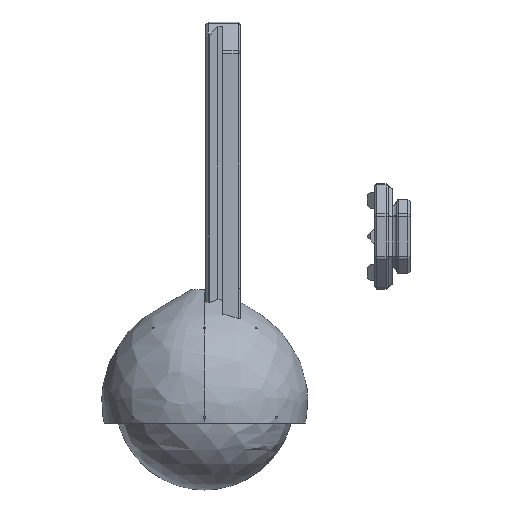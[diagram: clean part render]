
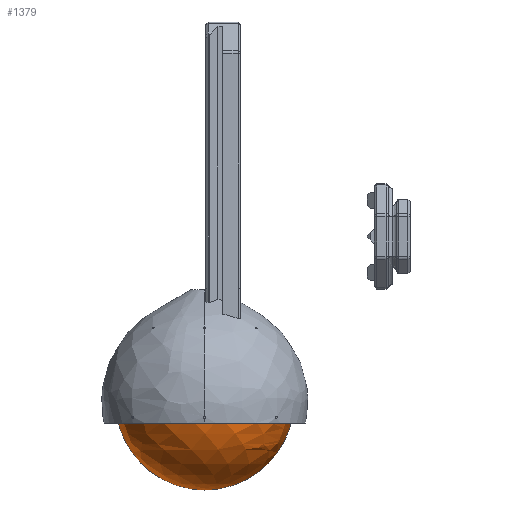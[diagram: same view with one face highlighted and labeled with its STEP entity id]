
A CAD part, left-side view. The second image highlights one B-rep face of the part: STEP entity #1379.
In plain terms, the highlighted free-form (B-spline) face has degree [2, 2] with [5, 5] control points.
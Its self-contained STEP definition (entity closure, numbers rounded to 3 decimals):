
#1379=ADVANCED_FACE('',(#1894),#7595,.T.);
#1894=FACE_OUTER_BOUND('',#2409,.T.);
#2409=EDGE_LOOP('',(#2967,#2968));
#2967=ORIENTED_EDGE('',*,*,#5392,.T.);
#2968=ORIENTED_EDGE('',*,*,#5391,.F.);
#5391=EDGE_CURVE('',#6849,#6850,#6603,.T.);
#5392=EDGE_CURVE('',#6849,#6850,#6604,.T.);
#6603=(
BOUNDED_CURVE()
B_SPLINE_CURVE(2,(#8447,#8448,#8449,#8450,#8451),.UNSPECIFIED.,.F.,.F.)
B_SPLINE_CURVE_WITH_KNOTS((3,2,3),(-31.416,0.,31.416),
 .UNSPECIFIED.)
CURVE()
GEOMETRIC_REPRESENTATION_ITEM()
RATIONAL_B_SPLINE_CURVE((1.,0.707,1.,0.707,1.))
REPRESENTATION_ITEM('')
);
#6604=(
BOUNDED_CURVE()
B_SPLINE_CURVE(2,(#8452,#8453,#8454,#8455,#8456),.UNSPECIFIED.,.F.,.F.)
B_SPLINE_CURVE_WITH_KNOTS((3,2,3),(-31.416,0.,31.416),
 .UNSPECIFIED.)
CURVE()
GEOMETRIC_REPRESENTATION_ITEM()
RATIONAL_B_SPLINE_CURVE((1.,0.707,1.,0.707,1.))
REPRESENTATION_ITEM('')
);
#6849=VERTEX_POINT('',#8445);
#6850=VERTEX_POINT('',#8446);
#7595=(
BOUNDED_SURFACE()
B_SPLINE_SURFACE(2,2,((#8395,#8396,#8397,#8398,#8399),(#8400,#8401,#8402,
#8403,#8404),(#8405,#8406,#8407,#8408,#8409),(#8410,#8411,#8412,#8413,#8414),
(#8415,#8416,#8417,#8418,#8419)),.UNSPECIFIED.,.F.,.F.,.F.)
B_SPLINE_SURFACE_WITH_KNOTS((3,2,3),(3,2,3),(0.,31.416,62.832),
(-31.416,0.,31.416),.UNSPECIFIED.)
GEOMETRIC_REPRESENTATION_ITEM()
RATIONAL_B_SPLINE_SURFACE(((1.,0.707,1.,0.707,1.),
(0.707,0.5,0.707,0.5,0.707),(1.,0.707,
1.,0.707,1.),(0.707,0.5,0.707,0.5,0.707),
(1.,0.707,1.,0.707,1.)))
REPRESENTATION_ITEM('')
SURFACE()
);
#8395=CARTESIAN_POINT('',(1524.461,-795.802,-79.69));
#8396=CARTESIAN_POINT('',(1524.461,-775.802,-79.69));
#8397=CARTESIAN_POINT('',(1524.461,-775.802,-59.69));
#8398=CARTESIAN_POINT('',(1524.461,-775.802,-39.69));
#8399=CARTESIAN_POINT('',(1524.461,-795.802,-39.69));
#8400=CARTESIAN_POINT('',(1524.461,-795.802,-79.69));
#8401=CARTESIAN_POINT('',(1504.461,-775.802,-79.69));
#8402=CARTESIAN_POINT('',(1504.461,-775.802,-59.69));
#8403=CARTESIAN_POINT('',(1504.461,-775.802,-39.69));
#8404=CARTESIAN_POINT('',(1524.461,-795.802,-39.69));
#8405=CARTESIAN_POINT('',(1524.461,-795.802,-79.69));
#8406=CARTESIAN_POINT('',(1504.461,-795.802,-79.69));
#8407=CARTESIAN_POINT('',(1504.461,-795.802,-59.69));
#8408=CARTESIAN_POINT('',(1504.461,-795.802,-39.69));
#8409=CARTESIAN_POINT('',(1524.461,-795.802,-39.69));
#8410=CARTESIAN_POINT('',(1524.461,-795.802,-79.69));
#8411=CARTESIAN_POINT('',(1504.461,-815.802,-79.69));
#8412=CARTESIAN_POINT('',(1504.461,-815.802,-59.69));
#8413=CARTESIAN_POINT('',(1504.461,-815.802,-39.69));
#8414=CARTESIAN_POINT('',(1524.461,-795.802,-39.69));
#8415=CARTESIAN_POINT('',(1524.461,-795.802,-79.69));
#8416=CARTESIAN_POINT('',(1524.461,-815.802,-79.69));
#8417=CARTESIAN_POINT('',(1524.461,-815.802,-59.69));
#8418=CARTESIAN_POINT('',(1524.461,-815.802,-39.69));
#8419=CARTESIAN_POINT('',(1524.461,-795.802,-39.69));
#8445=CARTESIAN_POINT('',(1524.461,-795.802,-79.69));
#8446=CARTESIAN_POINT('',(1524.461,-795.802,-39.69));
#8447=CARTESIAN_POINT('',(1524.461,-795.802,-79.69));
#8448=CARTESIAN_POINT('',(1524.461,-775.802,-79.69));
#8449=CARTESIAN_POINT('',(1524.461,-775.802,-59.69));
#8450=CARTESIAN_POINT('',(1524.461,-775.802,-39.69));
#8451=CARTESIAN_POINT('',(1524.461,-795.802,-39.69));
#8452=CARTESIAN_POINT('',(1524.461,-795.802,-79.69));
#8453=CARTESIAN_POINT('',(1524.461,-815.802,-79.69));
#8454=CARTESIAN_POINT('',(1524.461,-815.802,-59.69));
#8455=CARTESIAN_POINT('',(1524.461,-815.802,-39.69));
#8456=CARTESIAN_POINT('',(1524.461,-795.802,-39.69));
